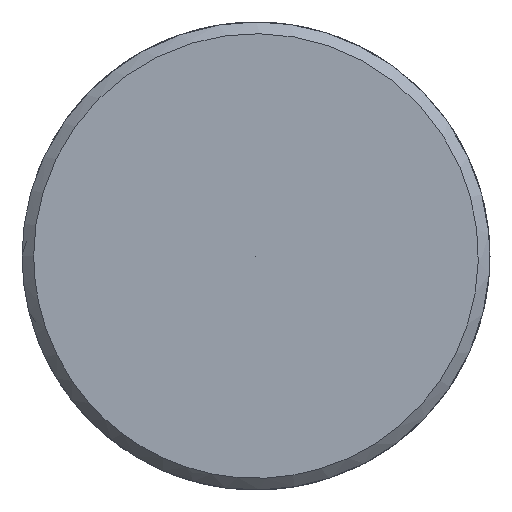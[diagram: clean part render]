
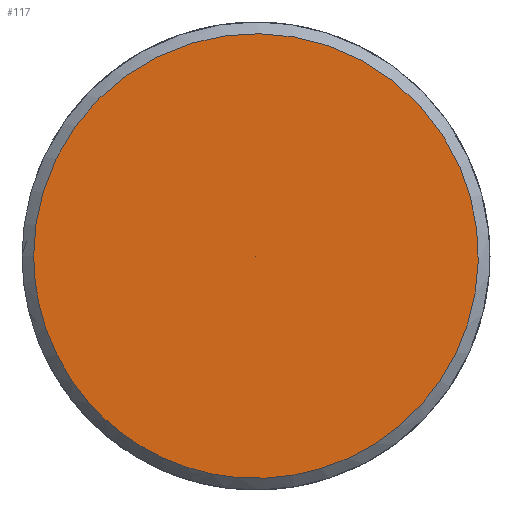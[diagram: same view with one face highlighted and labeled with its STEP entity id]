
A CAD part, left-side view. The second image highlights one B-rep face of the part: STEP entity #117.
In plain terms, the highlighted free-form (B-spline) face has degree [5, 3] with [6, 4] control points.
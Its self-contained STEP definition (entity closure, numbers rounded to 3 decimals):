
#23 = CARTESIAN_POINT ('', (-75., 4.75, 0.));
#24 = VERTEX_POINT ('', #23);
#42 = CARTESIAN_POINT ('', (-75., 4.75, 0.));
#43 = CARTESIAN_POINT ('', (-75., 4.75, 19.));
#44 = CARTESIAN_POINT ('', (-75., -14.25, 9.5));
#45 = CARTESIAN_POINT ('', (-75., -14.25, -9.5));
#46 = CARTESIAN_POINT ('', (-75., 4.75, -19.));
#47 = CARTESIAN_POINT ('', (-75., 4.75, 0.));
#48 = (
   BOUNDED_CURVE ()
   B_SPLINE_CURVE (5, (#42, #43, #44, #45, #46, #47), .UNSPECIFIED., .T., .U.)
   B_SPLINE_CURVE_WITH_KNOTS ((6, 6), (0., 1.), .UNSPECIFIED.)
   CURVE ()
   GEOMETRIC_REPRESENTATION_ITEM ()
   RATIONAL_B_SPLINE_CURVE ((5., 1., 1., 1., 1., 5.))
   REPRESENTATION_ITEM ('')
);
#49 = EDGE_CURVE ('', #24, #24, #48, .T.);
#79 = CARTESIAN_POINT ('', (-75., 0., 0.));
#80 = VERTEX_POINT ('', #79);
#81 = CARTESIAN_POINT ('', (-75., 4.75, 0.));
#82 = CARTESIAN_POINT ('', (-75., 3.167, 0.));
#83 = CARTESIAN_POINT ('', (-75., 1.583, 0.));
#84 = CARTESIAN_POINT ('', (-75., 0., 0.));
#85 = B_SPLINE_CURVE_WITH_KNOTS ('', 3, (#81, #82, #83, #84), .UNSPECIFIED., .F., .U., (4, 4), (0., 1.), .UNSPECIFIED.);
#86 = EDGE_CURVE ('', #24, #80, #85, .T.);
#87 = ORIENTED_EDGE ('', *, *, #86, .F.);
#88 = ORIENTED_EDGE ('', *, *, #49, .T.);
#89 = ORIENTED_EDGE ('', *, *, #86, .T.);
#90 = EDGE_LOOP ('', (#87, #88, #89));
#91 = FACE_OUTER_BOUND ('', #90, .F.);
#92 = CARTESIAN_POINT ('', (-75., 4.75, 0.));
#93 = CARTESIAN_POINT ('', (-75., 3.167, 0.));
#94 = CARTESIAN_POINT ('', (-75., 1.583, 0.));
#95 = CARTESIAN_POINT ('', (-75., 0., 0.));
#96 = CARTESIAN_POINT ('', (-75., 4.75, 19.));
#97 = CARTESIAN_POINT ('', (-75., 3.167, 12.667));
#98 = CARTESIAN_POINT ('', (-75., 1.583, 6.333));
#99 = CARTESIAN_POINT ('', (-75., 0., 0.));
#100 = CARTESIAN_POINT ('', (-75., -14.25, 9.5));
#101 = CARTESIAN_POINT ('', (-75., -9.5, 6.333));
#102 = CARTESIAN_POINT ('', (-75., -4.75, 3.167));
#103 = CARTESIAN_POINT ('', (-75., 0., 0.));
#104 = CARTESIAN_POINT ('', (-75., -14.25, -9.5));
#105 = CARTESIAN_POINT ('', (-75., -9.5, -6.333));
#106 = CARTESIAN_POINT ('', (-75., -4.75, -3.167));
#107 = CARTESIAN_POINT ('', (-75., 0., 0.));
#108 = CARTESIAN_POINT ('', (-75., 4.75, -19.));
#109 = CARTESIAN_POINT ('', (-75., 3.167, -12.667));
#110 = CARTESIAN_POINT ('', (-75., 1.583, -6.333));
#111 = CARTESIAN_POINT ('', (-75., 0., 0.));
#112 = CARTESIAN_POINT ('', (-75., 4.75, 0.));
#113 = CARTESIAN_POINT ('', (-75., 3.167, 0.));
#114 = CARTESIAN_POINT ('', (-75., 1.583, 0.));
#115 = CARTESIAN_POINT ('', (-75., 0., 0.));
#116 = (
   BOUNDED_SURFACE ()
   B_SPLINE_SURFACE (5, 3, ((#92, #93, #94, #95), (#96, #97, #98, #99), (#100, #101, #102, #103), (#104, #105, #106, #107), (#108, #109, #110, #111), (#112, #113, #114, #115)), .UNSPECIFIED., .T., .F., .U.)
   B_SPLINE_SURFACE_WITH_KNOTS ((6, 6), (4, 4), (0., 1.), (0., 1.), .UNSPECIFIED.)
   SURFACE ()
   GEOMETRIC_REPRESENTATION_ITEM ()
   RATIONAL_B_SPLINE_SURFACE (((5., 5., 5., 5.), (1., 1., 1., 1.), (1., 1., 1., 1.), (1., 1., 1., 1.), (1., 1., 1., 1.), (5., 5., 5., 5.)))
   REPRESENTATION_ITEM ('')
);
#117 = ADVANCED_FACE ('', (#91), #116, .F.);
